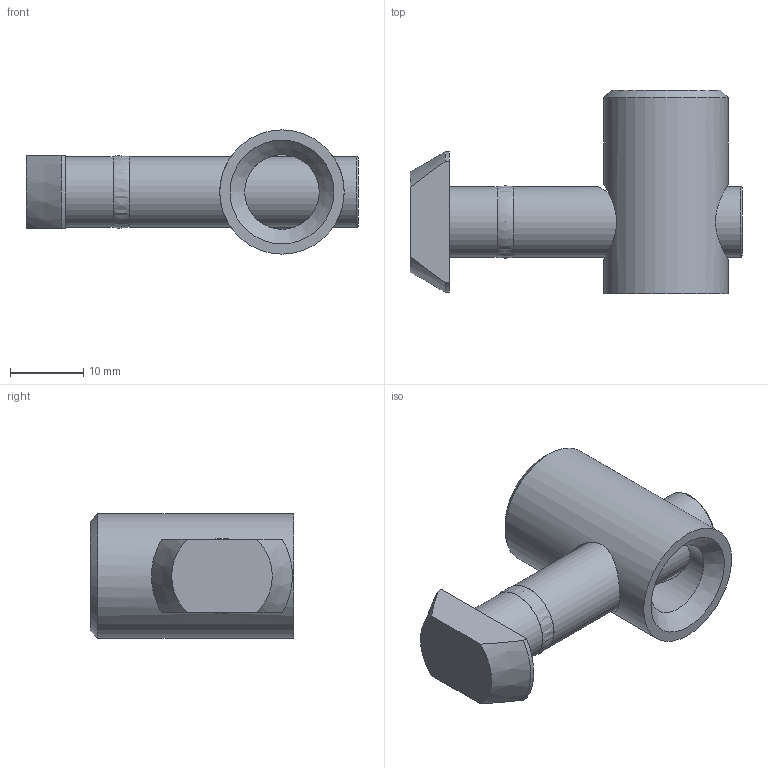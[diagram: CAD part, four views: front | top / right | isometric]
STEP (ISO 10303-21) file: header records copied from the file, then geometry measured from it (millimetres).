
FILE_DESCRIPTION(/* description */ (''),/* implementation_level */ '2;1');
FILE_NAME(/* name */ '',/* time_stamp */ '2023-01-25T23:12:48+03:00',/* author */ (''),/* organization */ (''),/* preprocessor_version */ 'ST-DEVELOPER v19.2',/* originating_system */ 'Autodesk Translation Framework v11.17.0.187',/* authorisation */ '');
FILE_SCHEMA (('AUTOMOTIVE_DESIGN { 1 0 10303 214 3 1 1 }'));
Length unit declared in the file: millimetre
Products named in the file (5): (Unsaved); БЫСТРЫЙ СОЕДИНИТЕЛЬ.
 ПАЗ 10. УГОЛ 0 ГРАДУСОВ.
STEP; SNSD.30.50.49 ______D75_00.STEP; D75SNSD.30.50.30 T______T16C17_00.STEP; D75SNSD.30.50.31 T____T16C17_00.STEP
Assembly tree (4 placements, depth 3):
  (Unsaved)
    БЫСТРЫЙ СОЕДИНИТЕЛЬ.
 ПАЗ 10. УГОЛ 0 ГРАДУСОВ.
STEP
      SNSD.30.50.49 ______D75_00.STEP
      D75SNSD.30.50.30 T______T16C17_00.STEP
      D75SNSD.30.50.31 T____T16C17_00.STEP
Bounding box: 45.4 x 27.8 x 17 mm (x, y, z)
Volume: 7884 mm3; surface area: 5293.1 mm2
Topology: 4 solids, 4 shells, 47 faces, 111 edges, 75 vertices
Faces by surface type: plane 27, cylinder 11, cone 6, torus 2, sphere 1
Full cylindrical faces by diameter (mm): 8.7 x1, 8.712 x1, 9.7 x2, 10.2 x2, 10.3 x1, 12 x1, 17 x1
Entity records: 2062 total; most frequent: CARTESIAN_POINT 860, DIRECTION 226, ORIENTED_EDGE 218, EDGE_CURVE 109, AXIS2_PLACEMENT_3D 93, VERTEX_POINT 75, EDGE_LOOP 60, FACE_OUTER_BOUND 47
